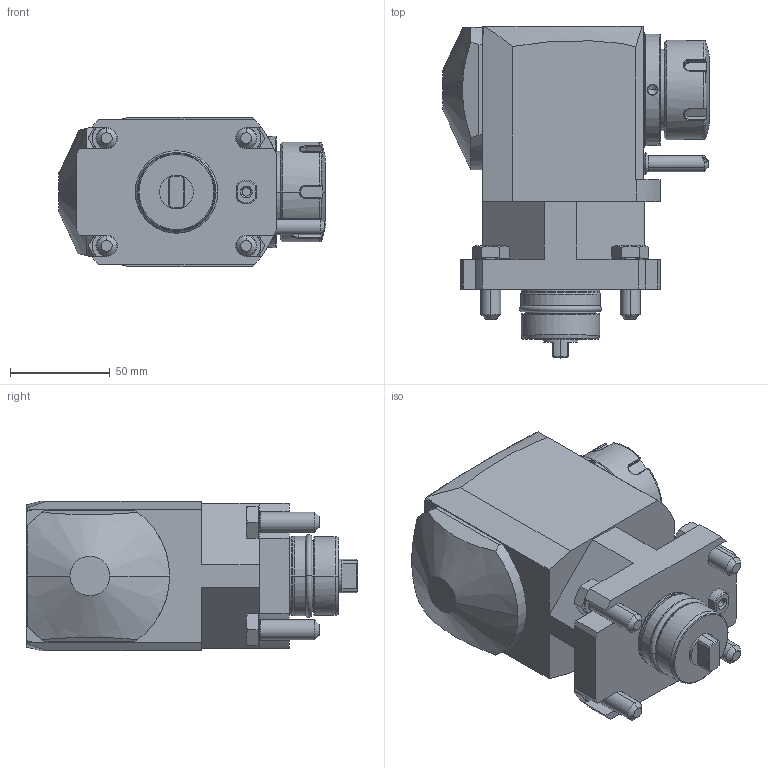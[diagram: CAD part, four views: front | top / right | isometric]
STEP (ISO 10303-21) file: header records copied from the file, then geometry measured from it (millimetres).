
FILE_DESCRIPTION((''),'2;1');
FILE_NAME('NGT2_40_201_32_1_3_100_MUR','2025-02-24T',('vali'),('NOVA GRUP'),'PRO/ENGINEER BY PARAMETRIC TECHNOLOGY CORPORATION, 2010280','PRO/ENGINEER BY PARAMETRIC TECHNOLOGY CORPORATION, 2010280','');
FILE_SCHEMA(('CONFIG_CONTROL_DESIGN'));
Length unit declared in the file: millimetre
Products named in the file (1): NGT2_40_201_32_1_3_100_MUR
Bounding box: 133.6 x 166.5 x 75 mm (x, y, z)
Volume: 900160.7 mm3; surface area: 81445.7 mm2
Topology: 2 solids, 2 shells, 412 faces, 1036 edges, 640 vertices
Faces by surface type: plane 177, cone 89, cylinder 84, bspline 30, torus 28, extrusion 2, sphere 2
Entity records: 17009 total; most frequent: CARTESIAN_POINT 7497, ORIENTED_EDGE 2056, DIRECTION 1852, EDGE_CURVE 1028, AXIS2_PLACEMENT_3D 686, VERTEX_POINT 640, VECTOR 480, LINE 478
